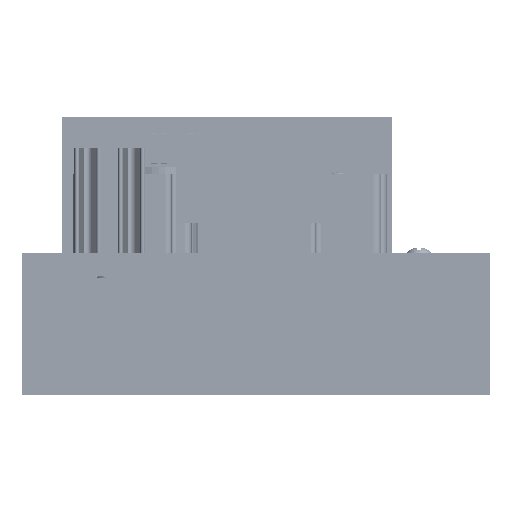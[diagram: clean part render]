
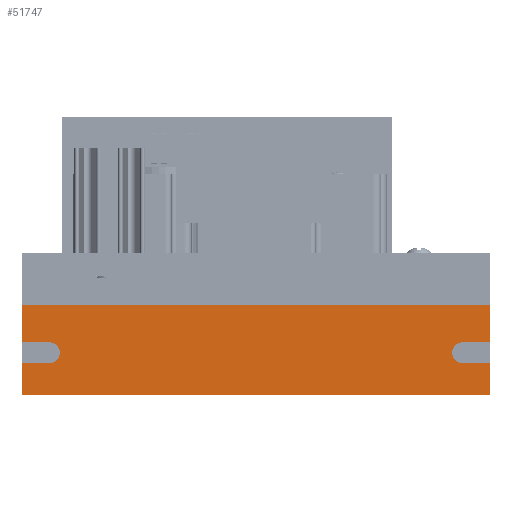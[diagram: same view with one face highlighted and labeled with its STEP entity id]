
A CAD part, left-side view. The second image highlights one B-rep face of the part: STEP entity #51747.
In plain terms, the highlighted planar face has unit normal (-1, 0, 0).
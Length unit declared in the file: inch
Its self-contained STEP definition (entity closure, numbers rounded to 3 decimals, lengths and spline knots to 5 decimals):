
#1661 = AXIS2_PLACEMENT_3D ( 'NONE', #53621, #27119, #69184 ) ;
#2144 = CIRCLE ( 'NONE', #1661, 0.094 ) ;
#2543 = AXIS2_PLACEMENT_3D ( 'NONE', #110300, #47197, #120887 ) ;
#5389 = CIRCLE ( 'NONE', #29201, 0.094 ) ;
#6692 = ORIENTED_EDGE ( 'NONE', *, *, #92500, .T. ) ;
#7896 = LINE ( 'NONE', #99289, #60093 ) ;
#8442 = ORIENTED_EDGE ( 'NONE', *, *, #134246, .T. ) ;
#8952 = ORIENTED_EDGE ( 'NONE', *, *, #24523, .T. ) ;
#10026 = DIRECTION ( 'NONE',  ( 0., 1., 0. ) ) ;
#10029 = VERTEX_POINT ( 'NONE', #39302 ) ;
#10107 = VERTEX_POINT ( 'NONE', #31031 ) ;
#10176 = CARTESIAN_POINT ( 'NONE',  ( 0., 0.82, 4.25 ) ) ;
#11410 = VECTOR ( 'NONE', #124586, 39.37008 ) ;
#11806 = EDGE_CURVE ( 'NONE', #10029, #121706, #75980, .T. ) ;
#13245 = VERTEX_POINT ( 'NONE', #46472 ) ;
#14924 = VECTOR ( 'NONE', #14947, 39.37008 ) ;
#14947 = DIRECTION ( 'NONE',  ( 0., 1., 0. ) ) ;
#15365 = EDGE_CURVE ( 'NONE', #131779, #123493, #49153, .T. ) ;
#15949 = CARTESIAN_POINT ( 'NONE',  ( 0., 0.82, 4.25 ) ) ;
#16861 = CARTESIAN_POINT ( 'NONE',  ( 0., 0.291, 4. ) ) ;
#17130 = EDGE_CURVE ( 'NONE', #123493, #13245, #2144, .T. ) ;
#17348 = CARTESIAN_POINT ( 'NONE',  ( 0., 0., 4.25 ) ) ;
#19890 = CARTESIAN_POINT ( 'NONE',  ( 0., 0.82, 0. ) ) ;
#20088 = VECTOR ( 'NONE', #134898, 39.37008 ) ;
#23008 = ORIENTED_EDGE ( 'NONE', *, *, #82815, .T. ) ;
#24523 = EDGE_CURVE ( 'NONE', #121706, #88321, #67364, .T. ) ;
#27119 = DIRECTION ( 'NONE',  ( 1., 0., 0. ) ) ;
#28391 = ORIENTED_EDGE ( 'NONE', *, *, #112002, .T. ) ;
#29201 = AXIS2_PLACEMENT_3D ( 'NONE', #118474, #55387, #129050 ) ;
#31031 = CARTESIAN_POINT ( 'NONE',  ( 0., 0.82, 0. ) ) ;
#33383 = LINE ( 'NONE', #129209, #86032 ) ;
#34355 = CARTESIAN_POINT ( 'NONE',  ( 0., 0.82, 4.25 ) ) ;
#34588 = VERTEX_POINT ( 'NONE', #109656 ) ;
#36274 = DIRECTION ( 'NONE',  ( 0., 0., -1. ) ) ;
#39081 = EDGE_CURVE ( 'NONE', #85151, #34588, #131063, .T. ) ;
#39302 = CARTESIAN_POINT ( 'NONE',  ( 0., 0.479, 4. ) ) ;
#41176 = CARTESIAN_POINT ( 'NONE',  ( 0., 0.479, 0.25 ) ) ;
#42914 = CARTESIAN_POINT ( 'NONE',  ( 0., 0.385, 3.906 ) ) ;
#44995 = DIRECTION ( 'NONE',  ( 0., 0., 1. ) ) ;
#45479 = EDGE_CURVE ( 'NONE', #81092, #10029, #103846, .T. ) ;
#45687 = DIRECTION ( 'NONE',  ( 0., -1., 0. ) ) ;
#46472 = CARTESIAN_POINT ( 'NONE',  ( 0., 0.291, 0.25 ) ) ;
#47052 = VECTOR ( 'NONE', #10026, 39.37008 ) ;
#47197 = DIRECTION ( 'NONE',  ( 1., 0., 0. ) ) ;
#49153 = LINE ( 'NONE', #102086, #133150 ) ;
#51747 = ADVANCED_FACE ( 'NONE', ( #66602 ), #135397, .T. ) ;
#53621 = CARTESIAN_POINT ( 'NONE',  ( 0., 0.385, 0.25 ) ) ;
#54300 = ORIENTED_EDGE ( 'NONE', *, *, #17130, .T. ) ;
#55199 = DIRECTION ( 'NONE',  ( 0., 0., 1. ) ) ;
#55387 = DIRECTION ( 'NONE',  ( 1., 0., 0. ) ) ;
#60093 = VECTOR ( 'NONE', #36274, 39.37008 ) ;
#60301 = CARTESIAN_POINT ( 'NONE',  ( 0., 0.479, 0. ) ) ;
#62344 = DIRECTION ( 'NONE',  ( -1., 0., 0. ) ) ;
#64716 = CARTESIAN_POINT ( 'NONE',  ( 0., 0.479, 4.25 ) ) ;
#66602 = FACE_OUTER_BOUND ( 'NONE', #67735, .T. ) ;
#67179 = VERTEX_POINT ( 'NONE', #16861 ) ;
#67364 = LINE ( 'NONE', #15949, #14924 ) ;
#67735 = EDGE_LOOP ( 'NONE', ( #96908, #8442, #116434, #117039, #23008, #28391, #105361, #93427, #8952, #133860, #6692, #106400, #54300 ) ) ;
#67987 = LINE ( 'NONE', #126238, #120611 ) ;
#69184 = DIRECTION ( 'NONE',  ( 0., 0., -1. ) ) ;
#73636 = CARTESIAN_POINT ( 'NONE',  ( 0., 0., 0. ) ) ;
#75980 = LINE ( 'NONE', #114465, #20088 ) ;
#81092 = VERTEX_POINT ( 'NONE', #42914 ) ;
#82815 = EDGE_CURVE ( 'NONE', #34588, #67179, #67987, .T. ) ;
#85151 = VERTEX_POINT ( 'NONE', #17348 ) ;
#86032 = VECTOR ( 'NONE', #44995, 39.37008 ) ;
#87666 = CARTESIAN_POINT ( 'NONE',  ( 0., 0.82, 0. ) ) ;
#88321 = VERTEX_POINT ( 'NONE', #34355 ) ;
#90497 = EDGE_CURVE ( 'NONE', #10107, #88321, #124574, .T. ) ;
#92500 = EDGE_CURVE ( 'NONE', #10107, #131779, #121646, .T. ) ;
#93427 = ORIENTED_EDGE ( 'NONE', *, *, #11806, .T. ) ;
#93731 = VECTOR ( 'NONE', #45687, 39.37008 ) ;
#96688 = VECTOR ( 'NONE', #55199, 39.37008 ) ;
#96908 = ORIENTED_EDGE ( 'NONE', *, *, #119083, .T. ) ;
#98307 = VERTEX_POINT ( 'NONE', #73636 ) ;
#99289 = CARTESIAN_POINT ( 'NONE',  ( 0., 0.291, 0. ) ) ;
#100017 = VERTEX_POINT ( 'NONE', #125650 ) ;
#102086 = CARTESIAN_POINT ( 'NONE',  ( 0., 0.479, 0.125 ) ) ;
#102352 = DIRECTION ( 'NONE',  ( 0., 0., 1. ) ) ;
#103644 = AXIS2_PLACEMENT_3D ( 'NONE', #125373, #62344, #135834 ) ;
#103846 = CIRCLE ( 'NONE', #2543, 0.094 ) ;
#105361 = ORIENTED_EDGE ( 'NONE', *, *, #45479, .T. ) ;
#106400 = ORIENTED_EDGE ( 'NONE', *, *, #15365, .T. ) ;
#109656 = CARTESIAN_POINT ( 'NONE',  ( 0., 0.291, 4.25 ) ) ;
#110300 = CARTESIAN_POINT ( 'NONE',  ( 0., 0.385, 4. ) ) ;
#111411 = EDGE_CURVE ( 'NONE', #98307, #85151, #33383, .T. ) ;
#112002 = EDGE_CURVE ( 'NONE', #67179, #81092, #5389, .T. ) ;
#114465 = CARTESIAN_POINT ( 'NONE',  ( 0., 0.479, 2.125 ) ) ;
#115645 = DIRECTION ( 'NONE',  ( 0., 0., -1. ) ) ;
#116434 = ORIENTED_EDGE ( 'NONE', *, *, #111411, .T. ) ;
#117039 = ORIENTED_EDGE ( 'NONE', *, *, #39081, .T. ) ;
#118289 = CARTESIAN_POINT ( 'NONE',  ( 0., 0.82, 0. ) ) ;
#118474 = CARTESIAN_POINT ( 'NONE',  ( 0., 0.385, 4. ) ) ;
#119083 = EDGE_CURVE ( 'NONE', #13245, #100017, #7896, .T. ) ;
#120611 = VECTOR ( 'NONE', #115645, 39.37008 ) ;
#120887 = DIRECTION ( 'NONE',  ( 0., 0., -1. ) ) ;
#121646 = LINE ( 'NONE', #87666, #93731 ) ;
#121706 = VERTEX_POINT ( 'NONE', #64716 ) ;
#122992 = LINE ( 'NONE', #19890, #11410 ) ;
#123493 = VERTEX_POINT ( 'NONE', #41176 ) ;
#124574 = LINE ( 'NONE', #118289, #96688 ) ;
#124586 = DIRECTION ( 'NONE',  ( 0., -1., 0. ) ) ;
#125373 = CARTESIAN_POINT ( 'NONE',  ( 0., 0., 0. ) ) ;
#125650 = CARTESIAN_POINT ( 'NONE',  ( 0., 0.291, 0. ) ) ;
#126238 = CARTESIAN_POINT ( 'NONE',  ( 0., 0.291, 2. ) ) ;
#129050 = DIRECTION ( 'NONE',  ( 0., 0., -1. ) ) ;
#129209 = CARTESIAN_POINT ( 'NONE',  ( 0., 0., 0. ) ) ;
#131063 = LINE ( 'NONE', #10176, #47052 ) ;
#131779 = VERTEX_POINT ( 'NONE', #60301 ) ;
#133150 = VECTOR ( 'NONE', #102352, 39.37008 ) ;
#133860 = ORIENTED_EDGE ( 'NONE', *, *, #90497, .F. ) ;
#134246 = EDGE_CURVE ( 'NONE', #100017, #98307, #122992, .T. ) ;
#134898 = DIRECTION ( 'NONE',  ( 0., 0., 1. ) ) ;
#135397 = PLANE ( 'NONE',  #103644 ) ;
#135834 = DIRECTION ( 'NONE',  ( 0., 0., 1. ) ) ;
